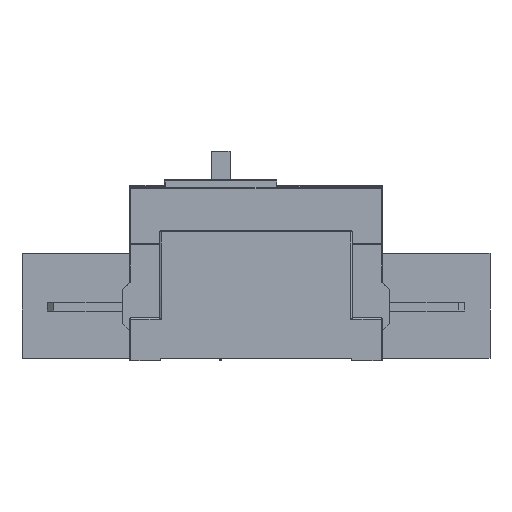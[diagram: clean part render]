
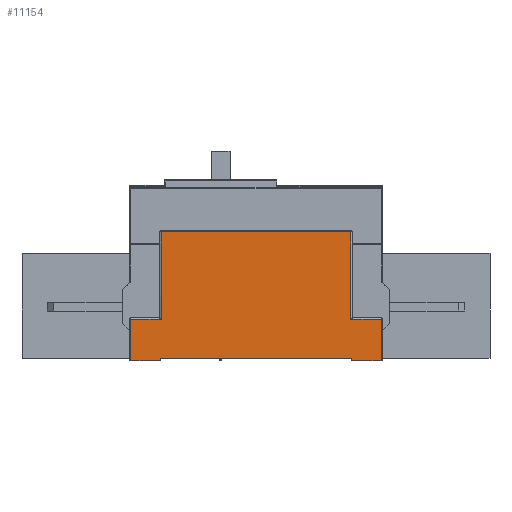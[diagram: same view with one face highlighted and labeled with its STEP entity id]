
A CAD part, left-side view. The second image highlights one B-rep face of the part: STEP entity #11154.
In plain terms, the highlighted planar face has unit normal (-1, 0, 0).
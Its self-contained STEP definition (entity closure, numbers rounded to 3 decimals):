
#4370=DIRECTION('',(0.,-1.,0.));
#4371=VECTOR('',#4370,23.5);
#4372=CARTESIAN_POINT('',(-140.,71.,
0.));
#4373=LINE('',#4372,#4371);
#4474=DIRECTION('',(0.,0.,1.));
#4475=VECTOR('',#4474,33.);
#4476=CARTESIAN_POINT('',(-140.,71.,
0.));
#4477=LINE('',#4476,#4475);
#4481=DIRECTION('',(0.,-1.,0.));
#4482=VECTOR('',#4481,24.);
#4483=CARTESIAN_POINT('',(-140.,71.,33.));
#4484=LINE('',#4483,#4482);
#4488=DIRECTION('',(0.,0.,1.));
#4489=VECTOR('',#4488,69.);
#4490=CARTESIAN_POINT('',(-140.,47.,33.));
#4491=LINE('',#4490,#4489);
#4495=DIRECTION('',(0.,-1.,0.));
#4496=VECTOR('',#4495,150.);
#4497=CARTESIAN_POINT('',(-140.,47.,102.));
#4498=LINE('',#4497,#4496);
#4502=DIRECTION('',(0.,0.,-1.));
#4503=VECTOR('',#4502,69.);
#4504=CARTESIAN_POINT('',(-140.,-103.,102.));
#4505=LINE('',#4504,#4503);
#4509=DIRECTION('',(0.,-1.,0.));
#4510=VECTOR('',#4509,24.);
#4511=CARTESIAN_POINT('',(-140.,-103.,
33.));
#4512=LINE('',#4511,#4510);
#4516=DIRECTION('',(0.,0.,-1.));
#4517=VECTOR('',#4516,33.);
#4518=CARTESIAN_POINT('',(-140.,-127.,
33.));
#4519=LINE('',#4518,#4517);
#5430=DIRECTION('',(0.,-1.,0.));
#5431=VECTOR('',#5430,23.5);
#5432=CARTESIAN_POINT('',(-140.,-103.5,
0.));
#5433=LINE('',#5432,#5431);
#5577=DIRECTION('',(0.,-1.,0.));
#5578=VECTOR('',#5577,151.);
#5579=CARTESIAN_POINT('',(-140.,47.5,2.));
#5580=LINE('',#5579,#5578);
#7192=DIRECTION('',(0.,0.,1.));
#7193=VECTOR('',#7192,2.);
#7194=CARTESIAN_POINT('',(-140.,47.5,
0.));
#7195=LINE('',#7194,#7193);
#7206=DIRECTION('',(0.,0.,-1.));
#7207=VECTOR('',#7206,2.);
#7208=CARTESIAN_POINT('',(-140.,-103.5,2.));
#7209=LINE('',#7208,#7207);
#8831=CARTESIAN_POINT('',(-140.,-103.5,
0.));
#8833=VERTEX_POINT('',#8831);
#8834=CARTESIAN_POINT('',(-140.,-103.5,2.));
#8835=VERTEX_POINT('',#8834);
#8838=CARTESIAN_POINT('',(-140.,47.5,2.));
#8839=VERTEX_POINT('',#8838);
#8840=CARTESIAN_POINT('',(-140.,47.5,
0.));
#8841=VERTEX_POINT('',#8840);
#9380=CARTESIAN_POINT('',(-140.,71.,
0.));
#9382=VERTEX_POINT('',#9380);
#9386=CARTESIAN_POINT('',(-140.,71.,33.));
#9387=VERTEX_POINT('',#9386);
#9394=CARTESIAN_POINT('',(-140.,47.,33.));
#9395=VERTEX_POINT('',#9394);
#9398=CARTESIAN_POINT('',(-140.,47.,102.));
#9399=VERTEX_POINT('',#9398);
#9417=CARTESIAN_POINT('',(-140.,-127.,
0.));
#9419=VERTEX_POINT('',#9417);
#9420=CARTESIAN_POINT('',(-140.,-127.,
33.));
#9421=VERTEX_POINT('',#9420);
#9424=CARTESIAN_POINT('',(-140.,-103.,
33.));
#9425=VERTEX_POINT('',#9424);
#9428=CARTESIAN_POINT('',(-140.,-103.,102.));
#9429=VERTEX_POINT('',#9428);
#11126=CARTESIAN_POINT('',(-140.,-28.,48.));
#11127=DIRECTION('',(-1.,0.,0.));
#11128=DIRECTION('',(0.,1.,0.));
#11129=AXIS2_PLACEMENT_3D('',#11126,#11127,#11128);
#11130=PLANE('',#11129);
#11131=ORIENTED_EDGE('',*,*,#11005,.T.);
#11132=ORIENTED_EDGE('',*,*,#11117,.T.);
#11134=ORIENTED_EDGE('',*,*,#11133,.T.);
#11136=ORIENTED_EDGE('',*,*,#11135,.T.);
#11138=ORIENTED_EDGE('',*,*,#11137,.T.);
#11140=ORIENTED_EDGE('',*,*,#11139,.T.);
#11142=ORIENTED_EDGE('',*,*,#11141,.T.);
#11144=ORIENTED_EDGE('',*,*,#11143,.F.);
#11146=ORIENTED_EDGE('',*,*,#11145,.F.);
#11148=ORIENTED_EDGE('',*,*,#11147,.F.);
#11150=ORIENTED_EDGE('',*,*,#11149,.F.);
#11151=ORIENTED_EDGE('',*,*,#11016,.F.);
#11152=EDGE_LOOP('',(#11131,#11132,#11134,#11136,#11138,#11140,#11142,#11144,
#11146,#11148,#11150,#11151));
#11153=FACE_OUTER_BOUND('',#11152,.F.);
#11005=EDGE_CURVE('',#9382,#9387,#4477,.T.);
#11016=EDGE_CURVE('',#9382,#8841,#4373,.T.);
#11117=EDGE_CURVE('',#9387,#9395,#4484,.T.);
#11133=EDGE_CURVE('',#9395,#9399,#4491,.T.);
#11135=EDGE_CURVE('',#9399,#9429,#4498,.T.);
#11137=EDGE_CURVE('',#9429,#9425,#4505,.T.);
#11139=EDGE_CURVE('',#9425,#9421,#4512,.T.);
#11141=EDGE_CURVE('',#9421,#9419,#4519,.T.);
#11143=EDGE_CURVE('',#8833,#9419,#5433,.T.);
#11145=EDGE_CURVE('',#8835,#8833,#7209,.T.);
#11147=EDGE_CURVE('',#8839,#8835,#5580,.T.);
#11149=EDGE_CURVE('',#8841,#8839,#7195,.T.);
#11154=ADVANCED_FACE('',(#11153),#11130,.T.);
